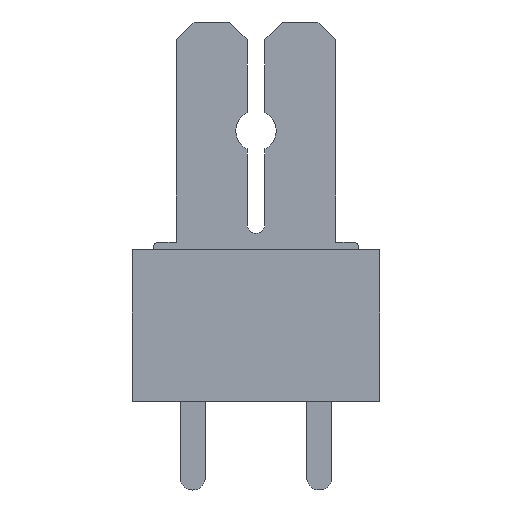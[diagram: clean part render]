
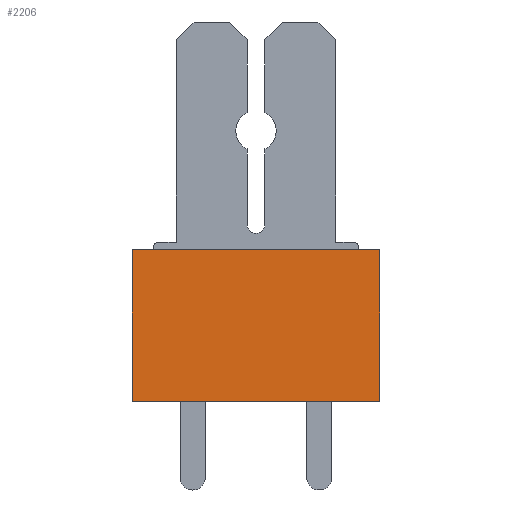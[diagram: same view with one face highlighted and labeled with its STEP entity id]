
A CAD part, left-side view. The second image highlights one B-rep face of the part: STEP entity #2206.
In plain terms, the highlighted planar face has unit normal (-1, 0, 0).
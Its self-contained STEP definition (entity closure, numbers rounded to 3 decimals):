
#2198=AXIS2_PLACEMENT_3D('Plane Axis2P3D',#2195,#2196,#2197) ;
#49=CARTESIAN_POINT('Vertex',(0.,9.8,9.5)) ;
#52=CARTESIAN_POINT('Line Origine',(0.,4.9,9.5)) ;
#56=CARTESIAN_POINT('Vertex',(0.,0.,9.5)) ;
#1107=CARTESIAN_POINT('Vertex',(0.,9.8,3.5)) ;
#1110=CARTESIAN_POINT('Line Origine',(0.,9.8,6.5)) ;
#1138=CARTESIAN_POINT('Vertex',(0.,0.,3.5)) ;
#1141=CARTESIAN_POINT('Line Origine',(0.,4.9,3.5)) ;
#2183=CARTESIAN_POINT('Line Origine',(0.,0.,6.5)) ;
#2195=CARTESIAN_POINT('Axis2P3D Location',(0.,0.,0.)) ;
#53=DIRECTION('Vector Direction',(0.,-1.,0.)) ;
#1111=DIRECTION('Vector Direction',(0.,0.,1.)) ;
#1142=DIRECTION('Vector Direction',(0.,1.,0.)) ;
#2184=DIRECTION('Vector Direction',(0.,0.,-1.)) ;
#2196=DIRECTION('Axis2P3D Direction',(-1.,0.,0.)) ;
#2197=DIRECTION('Axis2P3D XDirection',(0.,0.,1.)) ;
#54=VECTOR('Line Direction',#53,1.) ;
#1112=VECTOR('Line Direction',#1111,1.) ;
#1143=VECTOR('Line Direction',#1142,1.) ;
#2185=VECTOR('Line Direction',#2184,1.) ;
#2201=ORIENTED_EDGE('',*,*,#58,.T.) ;
#2202=ORIENTED_EDGE('',*,*,#1114,.T.) ;
#2203=ORIENTED_EDGE('',*,*,#1145,.T.) ;
#2204=ORIENTED_EDGE('',*,*,#2187,.T.) ;
#2206=ADVANCED_FACE('Housing',(#2205),#2199,.T.) ;
#58=EDGE_CURVE('',#57,#50,#55,.F.) ;
#1114=EDGE_CURVE('',#50,#1108,#1113,.F.) ;
#1145=EDGE_CURVE('',#1108,#1139,#1144,.F.) ;
#2187=EDGE_CURVE('',#1139,#57,#2186,.F.) ;
#2200=EDGE_LOOP('',(#2201,#2202,#2203,#2204)) ;
#2205=FACE_OUTER_BOUND('',#2200,.T.) ;
#55=LINE('Line',#52,#54) ;
#1113=LINE('Line',#1110,#1112) ;
#1144=LINE('Line',#1141,#1143) ;
#2186=LINE('Line',#2183,#2185) ;
#2199=PLANE('',#2198) ;
#50=VERTEX_POINT('',#49) ;
#57=VERTEX_POINT('',#56) ;
#1108=VERTEX_POINT('',#1107) ;
#1139=VERTEX_POINT('',#1138) ;
